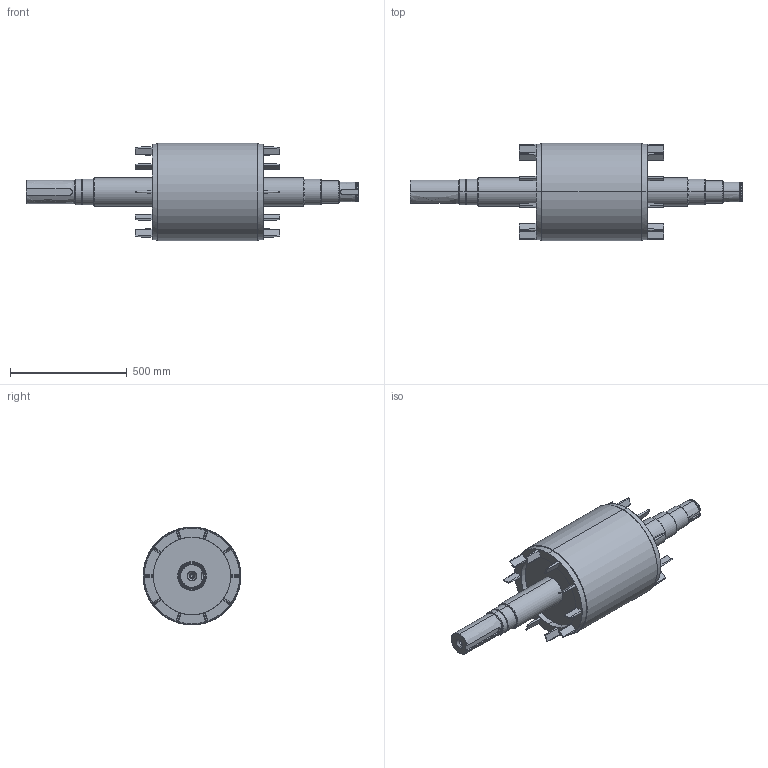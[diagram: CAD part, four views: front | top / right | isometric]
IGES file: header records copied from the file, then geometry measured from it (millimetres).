
Start section: SolidWorks IGES file using analytic representation for surfaces
Global section: file name: eixo Weg Mod. 355 ML 300 VC 6 polos.IGS; native system: SolidWorks 2013; preprocessor: SolidWorks 2013; author: Rosair; date: 140215.104728; units: millimetre
Bounding box: 1420 x 418 x 418 mm (x, y, z)
Surface area: 1409253.6 mm2 (no closed solid volume)
Topology: 0 solids, 0 shells, 218 faces, 4421 edges, 4417 vertices
Faces by surface type: bspline 110, revolution 108
